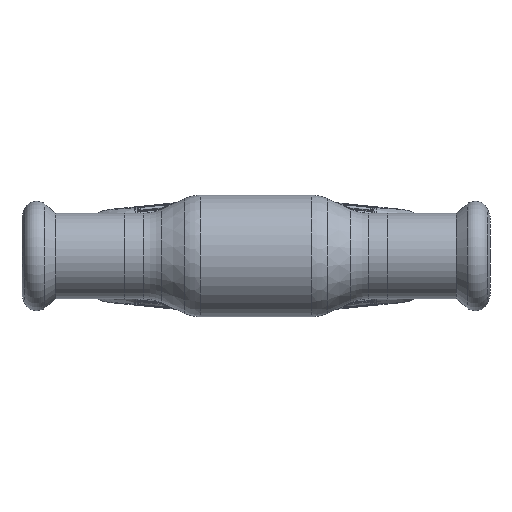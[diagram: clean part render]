
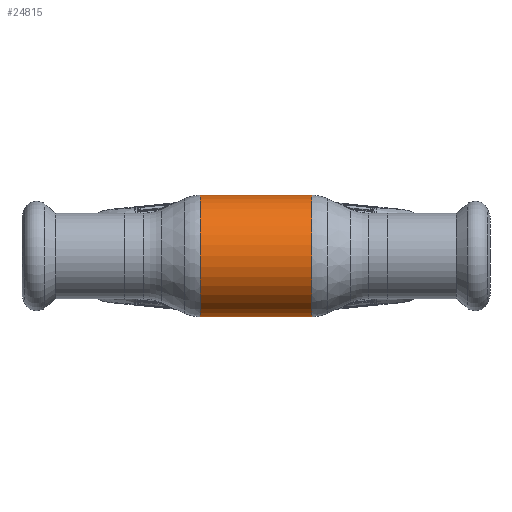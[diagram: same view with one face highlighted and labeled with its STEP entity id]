
A CAD part, front view. The second image highlights one B-rep face of the part: STEP entity #24815.
In plain terms, the highlighted cylindrical face has radius 13 mm (diameter 26 mm), a partial arc.
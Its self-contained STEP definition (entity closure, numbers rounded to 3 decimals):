
#2944 = DIRECTION ( 'NONE',  ( 0., 0., 1. ) ) ;
#4117 = VECTOR ( 'NONE', #25551, 1000. ) ;
#5108 = EDGE_CURVE ( 'NONE', #60163, #30935, #11258, .T. ) ;
#6913 = LINE ( 'NONE', #47814, #45943 ) ;
#9020 = EDGE_CURVE ( 'NONE', #25975, #54051, #37012, .T. ) ;
#11258 = CIRCLE ( 'NONE', #50495, 13. ) ;
#11370 = LINE ( 'NONE', #30169, #4117 ) ;
#14471 = ORIENTED_EDGE ( 'NONE', *, *, #9020, .T. ) ;
#15827 = DIRECTION ( 'NONE',  ( -1., 0., 0. ) ) ;
#17191 = EDGE_CURVE ( 'NONE', #25975, #60163, #11370, .T. ) ;
#20559 = ORIENTED_EDGE ( 'NONE', *, *, #31384, .T. ) ;
#21668 = FACE_OUTER_BOUND ( 'NONE', #41805, .T. ) ;
#23425 = AXIS2_PLACEMENT_3D ( 'NONE', #50531, #26274, #2944 ) ;
#24451 = DIRECTION ( 'NONE',  ( -1., 0., 0. ) ) ;
#24815 = ADVANCED_FACE ( 'NONE', ( #21668 ), #30908, .T. ) ;
#25551 = DIRECTION ( 'NONE',  ( -1., 0., 0. ) ) ;
#25975 = VERTEX_POINT ( 'NONE', #42762 ) ;
#26274 = DIRECTION ( 'NONE',  ( -1., 0., 0. ) ) ;
#30169 = CARTESIAN_POINT ( 'NONE',  ( -62.69, 0., -13. ) ) ;
#30908 = CYLINDRICAL_SURFACE ( 'NONE', #23425, 13. ) ;
#30935 = VERTEX_POINT ( 'NONE', #44581 ) ;
#31384 = EDGE_CURVE ( 'NONE', #54051, #30935, #6913, .T. ) ;
#32150 = CARTESIAN_POINT ( 'NONE',  ( -11.876, 0., 0. ) ) ;
#35202 = CARTESIAN_POINT ( 'NONE',  ( 11.876, 0., 0. ) ) ;
#37012 = CIRCLE ( 'NONE', #57574, 13. ) ;
#41044 = DIRECTION ( 'NONE',  ( 0., 0., 1. ) ) ;
#41805 = EDGE_LOOP ( 'NONE', ( #55187, #14471, #20559, #56514 ) ) ;
#42762 = CARTESIAN_POINT ( 'NONE',  ( 11.876, 0., -13. ) ) ;
#44581 = CARTESIAN_POINT ( 'NONE',  ( -11.876, 0., 13. ) ) ;
#45943 = VECTOR ( 'NONE', #24451, 1000. ) ;
#46512 = CARTESIAN_POINT ( 'NONE',  ( 11.876, 0., 13. ) ) ;
#47814 = CARTESIAN_POINT ( 'NONE',  ( -62.69, 0., 13. ) ) ;
#49989 = DIRECTION ( 'NONE',  ( -1., 0., 0. ) ) ;
#50495 = AXIS2_PLACEMENT_3D ( 'NONE', #32150, #49989, #41044 ) ;
#50531 = CARTESIAN_POINT ( 'NONE',  ( -62.69, 0., 0. ) ) ;
#54051 = VERTEX_POINT ( 'NONE', #46512 ) ;
#55187 = ORIENTED_EDGE ( 'NONE', *, *, #17191, .F. ) ;
#55751 = CARTESIAN_POINT ( 'NONE',  ( -11.876, 0., -13. ) ) ;
#56514 = ORIENTED_EDGE ( 'NONE', *, *, #5108, .F. ) ;
#57574 = AXIS2_PLACEMENT_3D ( 'NONE', #35202, #15827, #58828 ) ;
#58828 = DIRECTION ( 'NONE',  ( 0., 0., 1. ) ) ;
#60163 = VERTEX_POINT ( 'NONE', #55751 ) ;
